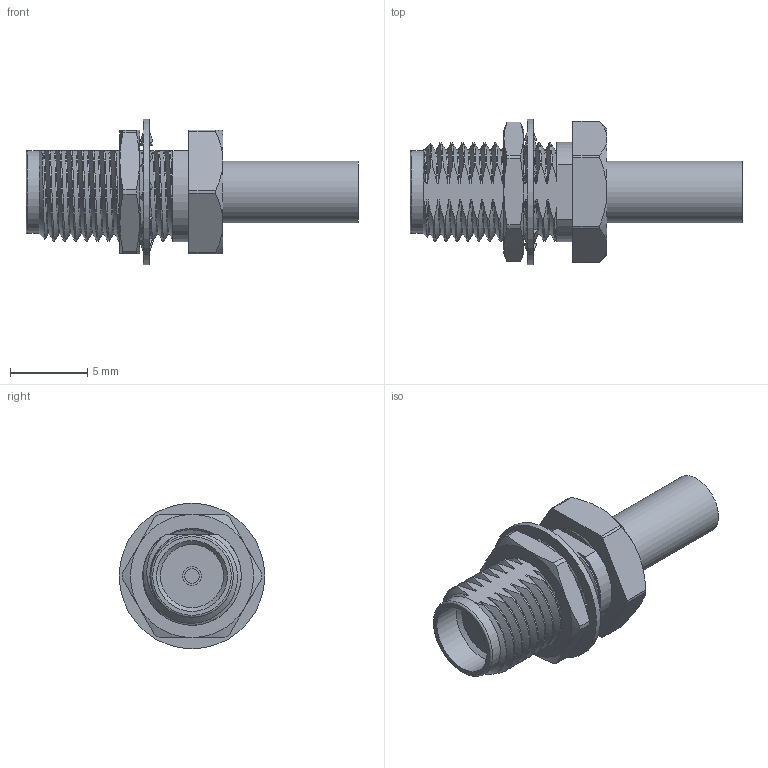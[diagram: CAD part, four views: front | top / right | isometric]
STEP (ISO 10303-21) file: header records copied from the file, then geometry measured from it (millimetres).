
FILE_DESCRIPTION (( 'STEP AP203' ), '1' );
FILE_NAME ('PE45136_3D.step', '2021-11-05T17:25:32', ( '' ), ( '' ), 'SwSTEP 2.0', 'SolidWorks 2021', '' );
FILE_SCHEMA (( 'CONFIG_CONTROL_DESIGN' ));
Length unit declared in the file: inch
Products named in the file (1): PE45136_3D
Bounding box: 21.42 x 9.4 x 9.4 mm (x, y, z)
Volume: 465.6 mm3; surface area: 984 mm2
Topology: 3 solids, 3 shells, 201 faces, 576 edges, 389 vertices
Faces by surface type: bspline 87, cylinder 46, plane 44, cone 23, torus 1
Full cylindrical faces by diameter (mm): 0.94 x1, 1.194 x1, 1.6 x1, 2.7 x1, 3.2 x1, 4 x1, 4.572 x1, 5.334 x1, 9.398 x1
Entity records: 26185 total; most frequent: CARTESIAN_POINT 21735, ORIENTED_EDGE 1126, DIRECTION 617, EDGE_CURVE 563, VERTEX_POINT 388, AXIS2_PLACEMENT_3D 231, EDGE_LOOP 225, FACE_OUTER_BOUND 211
